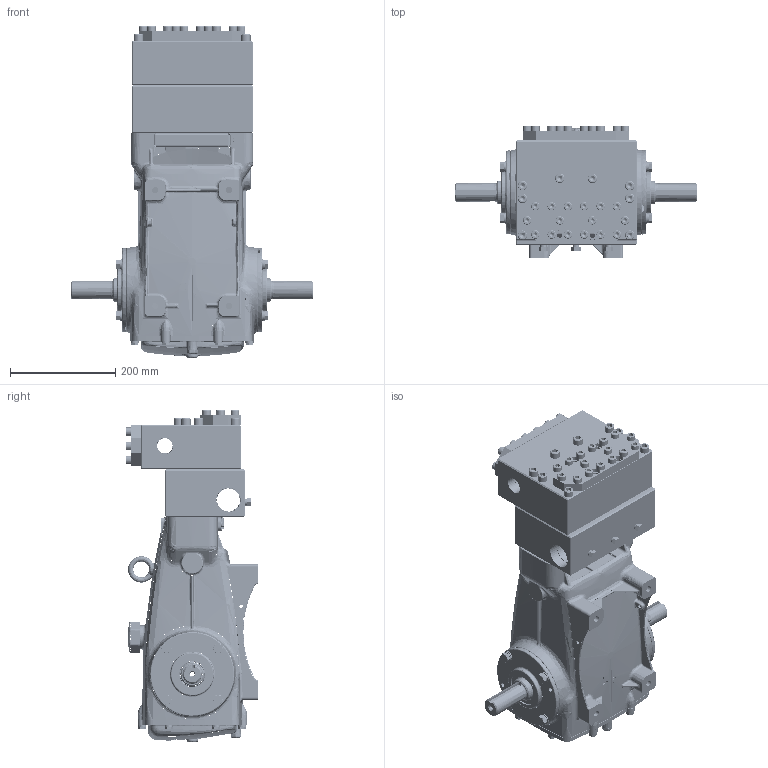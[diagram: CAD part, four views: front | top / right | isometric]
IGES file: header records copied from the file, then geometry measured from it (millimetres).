
Start section: SolidWorks IGES file using analytic representation for surfaces
Global section: file name: 3821HS.IGS; native system: SolidWorks 2020; preprocessor: SolidWorks 2020; author: SAL; date: 201030.123419; units: inch
Bounding box: 460 x 251 x 631 mm (x, y, z)
Surface area: 972702.4 mm2 (no closed solid volume)
Topology: 0 solids, 0 shells, 2359 faces, 35410 edges, 35297 vertices
Faces by surface type: bspline 1526, revolution 833
